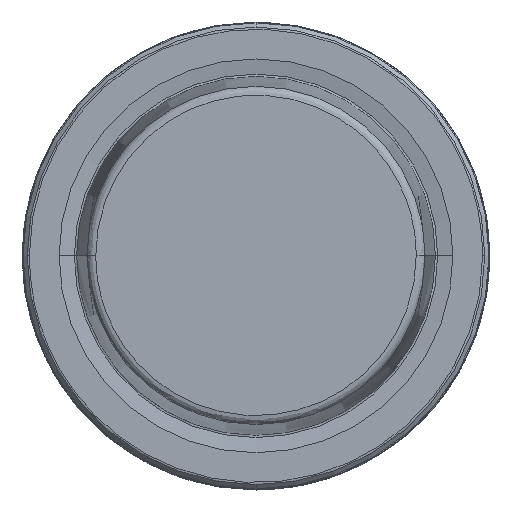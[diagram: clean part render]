
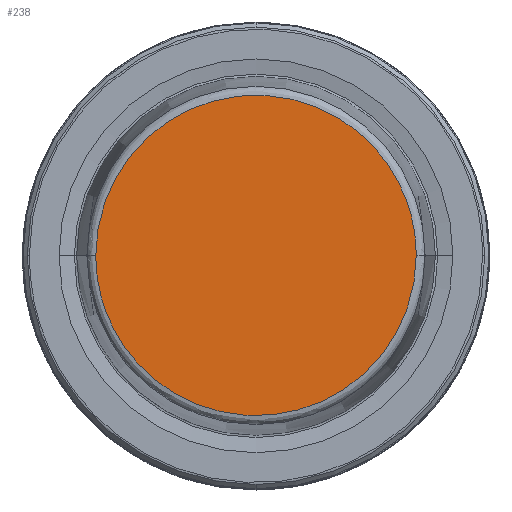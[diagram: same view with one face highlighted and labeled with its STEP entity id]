
A CAD part, top view. The second image highlights one B-rep face of the part: STEP entity #238.
In plain terms, the highlighted planar face has unit normal (0, 0, 1).
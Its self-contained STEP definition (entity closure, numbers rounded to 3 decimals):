
#178 = VERTEX_POINT ( 'NONE', #613 ) ;
#238 = ADVANCED_FACE ( 'NONE', ( #2474 ), #1481, .F. ) ;
#289 = EDGE_CURVE ( 'NONE', #178, #1375, #1982, .T. ) ;
#525 = DIRECTION ( 'NONE',  ( 0., 0., -1. ) ) ;
#613 = CARTESIAN_POINT ( 'NONE',  ( -21.581, 0., 31.9 ) ) ;
#643 = CARTESIAN_POINT ( 'NONE',  ( -21.581, 0., 31.9 ) ) ;
#908 = DIRECTION ( 'NONE',  ( -1., 0., 0. ) ) ;
#1075 = ORIENTED_EDGE ( 'NONE', *, *, #3572, .F. ) ;
#1375 = VERTEX_POINT ( 'NONE', #1766 ) ;
#1481 = PLANE ( 'NONE',  #1660 ) ;
#1660 = AXIS2_PLACEMENT_3D ( 'NONE', #1970, #525, #908 ) ;
#1724 = CARTESIAN_POINT ( 'NONE',  ( -21.581, 0., 31.9 ) ) ;
#1766 = CARTESIAN_POINT ( 'NONE',  ( 21.581, 0., 31.9 ) ) ;
#1970 = CARTESIAN_POINT ( 'NONE',  ( 21.84, -21.84, 31.9 ) ) ;
#1982 =( BOUNDED_CURVE ( )  B_SPLINE_CURVE ( 3, ( #1724, #3407, #3471, #3005 ),
 .UNSPECIFIED., .F., .F. ) 
 B_SPLINE_CURVE_WITH_KNOTS ( ( 4, 4 ),
 ( 0., 1. ),
 .UNSPECIFIED. ) 
 CURVE ( )  GEOMETRIC_REPRESENTATION_ITEM ( )  RATIONAL_B_SPLINE_CURVE ( ( 0.958, 0.319, 0.319, 0.958 ) ) 
 REPRESENTATION_ITEM ( '' )  );
#2341 = CARTESIAN_POINT ( 'NONE',  ( -21.581, -43.162, 31.9 ) ) ;
#2474 = FACE_OUTER_BOUND ( 'NONE', #3506, .T. ) ;
#3005 = CARTESIAN_POINT ( 'NONE',  ( 21.581, 0., 31.9 ) ) ;
#3128 = ORIENTED_EDGE ( 'NONE', *, *, #289, .F. ) ;
#3217 = CARTESIAN_POINT ( 'NONE',  ( 21.581, -43.162, 31.9 ) ) ;
#3407 = CARTESIAN_POINT ( 'NONE',  ( -21.581, 43.162, 31.9 ) ) ;
#3425 =( BOUNDED_CURVE ( )  B_SPLINE_CURVE ( 3, ( #3513, #3217, #2341, #643 ),
 .UNSPECIFIED., .F., .F. ) 
 B_SPLINE_CURVE_WITH_KNOTS ( ( 4, 4 ),
 ( 0., 1. ),
 .UNSPECIFIED. ) 
 CURVE ( )  GEOMETRIC_REPRESENTATION_ITEM ( )  RATIONAL_B_SPLINE_CURVE ( ( 0.958, 0.319, 0.319, 0.958 ) ) 
 REPRESENTATION_ITEM ( '' )  );
#3471 = CARTESIAN_POINT ( 'NONE',  ( 21.581, 43.162, 31.9 ) ) ;
#3506 = EDGE_LOOP ( 'NONE', ( #1075, #3128 ) ) ;
#3513 = CARTESIAN_POINT ( 'NONE',  ( 21.581, 0., 31.9 ) ) ;
#3572 = EDGE_CURVE ( 'NONE', #1375, #178, #3425, .T. ) ;
